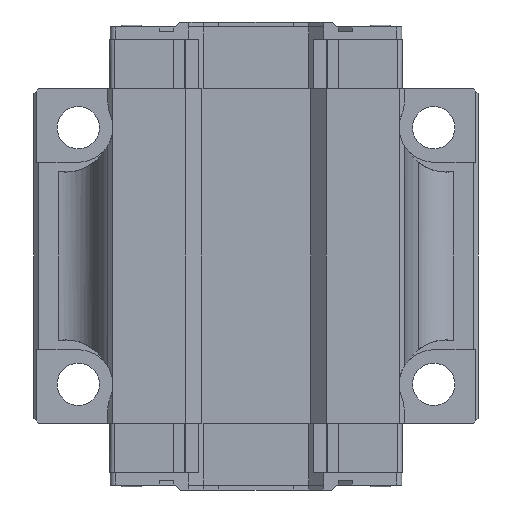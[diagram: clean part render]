
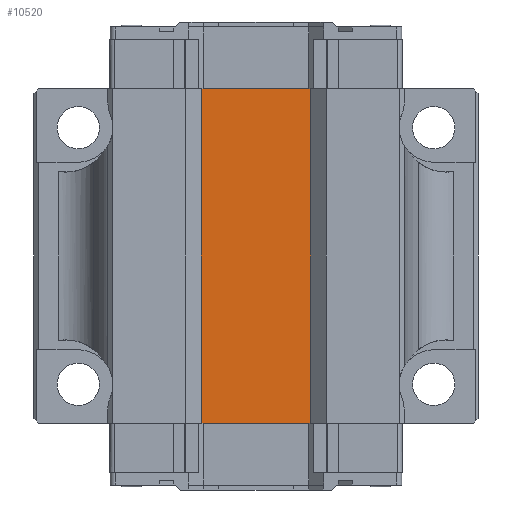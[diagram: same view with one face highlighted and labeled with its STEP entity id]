
A CAD part, front view. The second image highlights one B-rep face of the part: STEP entity #10520.
In plain terms, the highlighted planar face has unit normal (0, -1, 0).
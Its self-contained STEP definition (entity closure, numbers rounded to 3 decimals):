
#1370=FACE_OUTER_BOUND('',#1964,.T.);
#1964=EDGE_LOOP('',(#9561,#9562,#9563,#9564));
#2872=LINE('',#16951,#3964);
#2918=LINE('',#17098,#4010);
#3056=LINE('',#17572,#4148);
#3057=LINE('',#17574,#4149);
#3964=VECTOR('',#13895,10.);
#4010=VECTOR('',#14055,10.);
#4148=VECTOR('',#14441,10.);
#4149=VECTOR('',#14444,10.);
#4972=VERTEX_POINT('',#16948);
#4973=VERTEX_POINT('',#16950);
#5016=VERTEX_POINT('',#17095);
#5017=VERTEX_POINT('',#17097);
#6348=EDGE_CURVE('',#4972,#4973,#2872,.T.);
#6420=EDGE_CURVE('',#5016,#5017,#2918,.T.);
#6616=EDGE_CURVE('',#4972,#5017,#3056,.T.);
#6617=EDGE_CURVE('',#4973,#5016,#3057,.T.);
#9561=ORIENTED_EDGE('',*,*,#6616,.T.);
#9562=ORIENTED_EDGE('',*,*,#6420,.F.);
#9563=ORIENTED_EDGE('',*,*,#6617,.F.);
#9564=ORIENTED_EDGE('',*,*,#6348,.F.);
#9970=PLANE('',#11487);
#10520=ADVANCED_FACE('',(#1370),#9970,.T.);
#11487=AXIS2_PLACEMENT_3D('',#17573,#14442,#14443);
#13895=DIRECTION('',(-1.,0.,0.));
#14055=DIRECTION('',(1.,0.,0.));
#14441=DIRECTION('',(0.,0.,1.));
#14442=DIRECTION('center_axis',(0.,-1.,0.));
#14443=DIRECTION('ref_axis',(1.,0.,0.));
#14444=DIRECTION('',(0.,0.,1.));
#16948=CARTESIAN_POINT('',(11.27,-8.9,-33.9));
#16950=CARTESIAN_POINT('',(-11.27,-8.9,-33.9));
#16951=CARTESIAN_POINT('',(-11.27,-8.9,-33.9));
#17095=CARTESIAN_POINT('',(-11.27,-8.9,33.9));
#17097=CARTESIAN_POINT('',(11.27,-8.9,33.9));
#17098=CARTESIAN_POINT('',(-11.27,-8.9,33.9));
#17572=CARTESIAN_POINT('',(11.27,-8.9,0.));
#17573=CARTESIAN_POINT('Origin',(-11.27,-8.9,0.));
#17574=CARTESIAN_POINT('',(-11.27,-8.9,0.));
